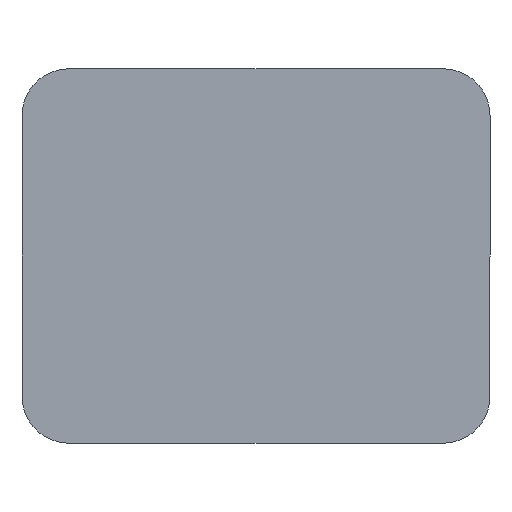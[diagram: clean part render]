
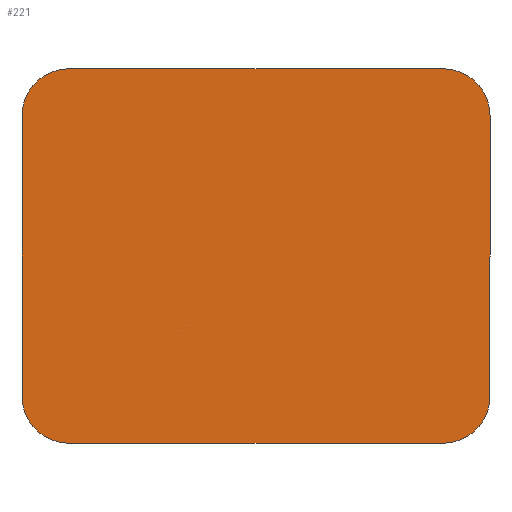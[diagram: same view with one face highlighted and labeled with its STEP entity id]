
A CAD part, front view. The second image highlights one B-rep face of the part: STEP entity #221.
In plain terms, the highlighted planar face has unit normal (0, -1, 0).
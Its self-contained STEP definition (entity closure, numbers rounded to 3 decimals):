
#9 = VECTOR ( 'NONE', #234, 1000. ) ;
#11 = DIRECTION ( 'NONE',  ( 1., 0., 0. ) ) ;
#29 = PLANE ( 'NONE',  #454 ) ;
#43 = ORIENTED_EDGE ( 'NONE', *, *, #233, .T. ) ;
#48 = CIRCLE ( 'NONE', #141, 0.2 ) ;
#52 = LINE ( 'NONE', #217, #470 ) ;
#53 = ORIENTED_EDGE ( 'NONE', *, *, #116, .T. ) ;
#66 = CARTESIAN_POINT ( 'NONE',  ( -0.53, 0., -0.943 ) ) ;
#68 = DIRECTION ( 'NONE',  ( 0., 0., 1. ) ) ;
#70 = CARTESIAN_POINT ( 'NONE',  ( 1.27, 0., 0.457 ) ) ;
#73 = CARTESIAN_POINT ( 'NONE',  ( 1.47, 0., -0.743 ) ) ;
#85 = VERTEX_POINT ( 'NONE', #290 ) ;
#87 = EDGE_CURVE ( 'NONE', #114, #526, #327, .T. ) ;
#94 = CARTESIAN_POINT ( 'NONE',  ( -0.53, 0., 0.457 ) ) ;
#104 = DIRECTION ( 'NONE',  ( 0., 1., 0. ) ) ;
#114 = VERTEX_POINT ( 'NONE', #200 ) ;
#116 = EDGE_CURVE ( 'NONE', #493, #481, #387, .T. ) ;
#119 = DIRECTION ( 'NONE',  ( 0., -1., 0. ) ) ;
#123 = EDGE_CURVE ( 'NONE', #199, #85, #333, .T. ) ;
#141 = AXIS2_PLACEMENT_3D ( 'NONE', #485, #478, #400 ) ;
#156 = EDGE_CURVE ( 'NONE', #199, #179, #460, .T. ) ;
#179 = VERTEX_POINT ( 'NONE', #73 ) ;
#187 = VECTOR ( 'NONE', #517, 1000. ) ;
#190 = DIRECTION ( 'NONE',  ( 0., -1., 0. ) ) ;
#194 = DIRECTION ( 'NONE',  ( 0., 0., 1. ) ) ;
#198 = ORIENTED_EDGE ( 'NONE', *, *, #156, .T. ) ;
#199 = VERTEX_POINT ( 'NONE', #530 ) ;
#200 = CARTESIAN_POINT ( 'NONE',  ( -0.53, 0., -0.743 ) ) ;
#209 = EDGE_CURVE ( 'NONE', #367, #526, #48, .T. ) ;
#217 = CARTESIAN_POINT ( 'NONE',  ( -0.53, 0., 0.657 ) ) ;
#221 = ADVANCED_FACE ( 'NONE', ( #267 ), #29, .F. ) ;
#233 = EDGE_CURVE ( 'NONE', #114, #85, #425, .T. ) ;
#234 = DIRECTION ( 'NONE',  ( -1., 0., 0. ) ) ;
#240 = ORIENTED_EDGE ( 'NONE', *, *, #123, .F. ) ;
#241 = CARTESIAN_POINT ( 'NONE',  ( -0.53, 0., -0.943 ) ) ;
#264 = EDGE_CURVE ( 'NONE', #493, #179, #270, .T. ) ;
#267 = FACE_OUTER_BOUND ( 'NONE', #431, .T. ) ;
#270 = LINE ( 'NONE', #395, #187 ) ;
#273 = CARTESIAN_POINT ( 'NONE',  ( 0., 0., 0. ) ) ;
#275 = DIRECTION ( 'NONE',  ( 0., 0., 1. ) ) ;
#287 = CARTESIAN_POINT ( 'NONE',  ( 1.47, 0., 0.457 ) ) ;
#290 = CARTESIAN_POINT ( 'NONE',  ( -0.33, 0., -0.943 ) ) ;
#322 = ORIENTED_EDGE ( 'NONE', *, *, #464, .F. ) ;
#323 = CARTESIAN_POINT ( 'NONE',  ( -0.33, 0., -0.743 ) ) ;
#327 = LINE ( 'NONE', #66, #441 ) ;
#333 = LINE ( 'NONE', #241, #9 ) ;
#351 = CARTESIAN_POINT ( 'NONE',  ( 1.27, 0., 0.657 ) ) ;
#357 = AXIS2_PLACEMENT_3D ( 'NONE', #323, #190, #364 ) ;
#359 = ORIENTED_EDGE ( 'NONE', *, *, #209, .T. ) ;
#364 = DIRECTION ( 'NONE',  ( 0., 0., 1. ) ) ;
#365 = CARTESIAN_POINT ( 'NONE',  ( 1.27, 0., -0.743 ) ) ;
#367 = VERTEX_POINT ( 'NONE', #505 ) ;
#387 = CIRCLE ( 'NONE', #417, 0.2 ) ;
#395 = CARTESIAN_POINT ( 'NONE',  ( 1.47, 0., -0.943 ) ) ;
#400 = DIRECTION ( 'NONE',  ( 0., 0., 1. ) ) ;
#407 = ORIENTED_EDGE ( 'NONE', *, *, #87, .F. ) ;
#417 = AXIS2_PLACEMENT_3D ( 'NONE', #70, #119, #486 ) ;
#425 = CIRCLE ( 'NONE', #357, 0.2 ) ;
#431 = EDGE_LOOP ( 'NONE', ( #322, #359, #407, #43, #240, #198, #519, #53 ) ) ;
#441 = VECTOR ( 'NONE', #275, 1000. ) ;
#452 = DIRECTION ( 'NONE',  ( 0., -1., 0. ) ) ;
#454 = AXIS2_PLACEMENT_3D ( 'NONE', #273, #104, #68 ) ;
#460 = CIRCLE ( 'NONE', #480, 0.2 ) ;
#464 = EDGE_CURVE ( 'NONE', #367, #481, #52, .T. ) ;
#470 = VECTOR ( 'NONE', #11, 1000. ) ;
#478 = DIRECTION ( 'NONE',  ( 0., -1., 0. ) ) ;
#480 = AXIS2_PLACEMENT_3D ( 'NONE', #365, #452, #194 ) ;
#481 = VERTEX_POINT ( 'NONE', #351 ) ;
#485 = CARTESIAN_POINT ( 'NONE',  ( -0.33, 0., 0.457 ) ) ;
#486 = DIRECTION ( 'NONE',  ( 0., 0., 1. ) ) ;
#493 = VERTEX_POINT ( 'NONE', #287 ) ;
#505 = CARTESIAN_POINT ( 'NONE',  ( -0.33, 0., 0.657 ) ) ;
#517 = DIRECTION ( 'NONE',  ( 0., 0., -1. ) ) ;
#519 = ORIENTED_EDGE ( 'NONE', *, *, #264, .F. ) ;
#526 = VERTEX_POINT ( 'NONE', #94 ) ;
#530 = CARTESIAN_POINT ( 'NONE',  ( 1.27, 0., -0.943 ) ) ;
